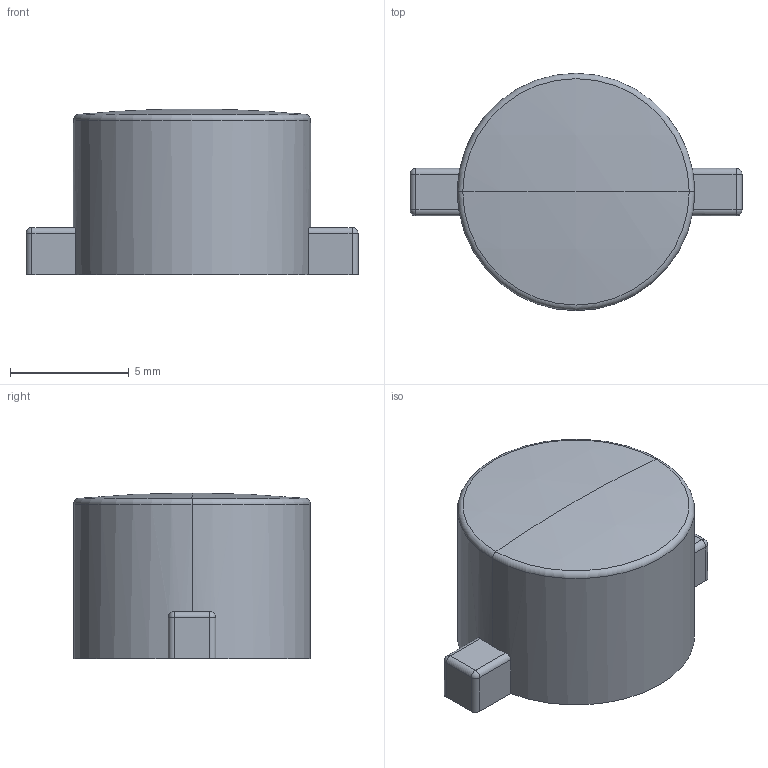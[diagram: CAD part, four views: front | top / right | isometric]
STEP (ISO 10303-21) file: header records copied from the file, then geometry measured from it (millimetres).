
FILE_DESCRIPTION (( 'STEP AP214' ), '1' );
FILE_NAME ('Button A.STEP', '2020-06-15T22:15:39', ( '' ), ( '' ), 'SwSTEP 2.0', 'SolidWorks 2019', '' );
FILE_SCHEMA (( 'AUTOMOTIVE_DESIGN' ));
Length unit declared in the file: millimetre
Products named in the file (1): Button A
Bounding box: 14 x 10 x 7 mm (x, y, z)
Volume: 555.6 mm3; surface area: 397.4 mm2
Topology: 1 solids, 1 shells, 29 faces, 70 edges, 39 vertices
Faces by surface type: cylinder 12, plane 9, sphere 6, torus 2
Entity records: 856 total; most frequent: CARTESIAN_POINT 155, DIRECTION 152, ORIENTED_EDGE 132, EDGE_CURVE 66, AXIS2_PLACEMENT_3D 60, VERTEX_POINT 39, LINE 32, VECTOR 32
